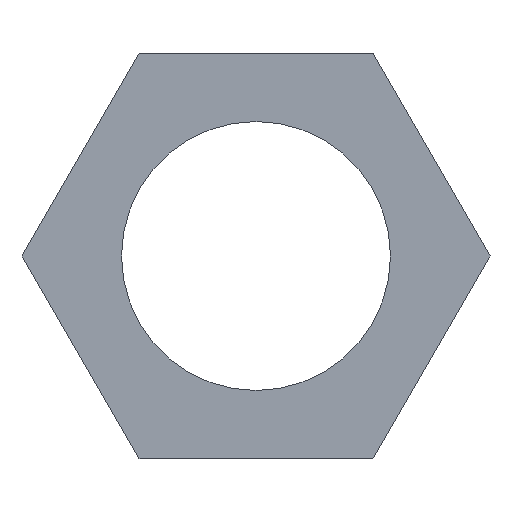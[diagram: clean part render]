
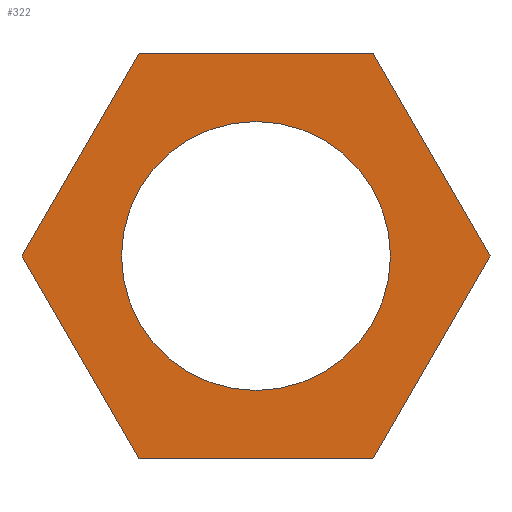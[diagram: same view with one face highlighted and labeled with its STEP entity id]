
A CAD part, front view. The second image highlights one B-rep face of the part: STEP entity #322.
In plain terms, the highlighted planar face has unit normal (0, -1, 0).
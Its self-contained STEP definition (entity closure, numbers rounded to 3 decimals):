
#4 = CIRCLE ( 'NONE', #173, 7.25 ) ;
#9 = CARTESIAN_POINT ( 'NONE',  ( 0., -2.575, 7.25 ) ) ;
#12 = VECTOR ( 'NONE', #315, 1000. ) ;
#14 = DIRECTION ( 'NONE',  ( 0., 0., 1. ) ) ;
#16 = CARTESIAN_POINT ( 'NONE',  ( 12.615, -2.575, 0. ) ) ;
#17 = ORIENTED_EDGE ( 'NONE', *, *, #129, .T. ) ;
#18 = DIRECTION ( 'NONE',  ( 0.5, 0., -0.866 ) ) ;
#19 = CARTESIAN_POINT ( 'NONE',  ( -6.308, -2.575, 10.925 ) ) ;
#22 = VERTEX_POINT ( 'NONE', #9 ) ;
#24 = DIRECTION ( 'NONE',  ( -1., 0., 0. ) ) ;
#30 = CARTESIAN_POINT ( 'NONE',  ( 6.308, -2.575, 10.925 ) ) ;
#32 = DIRECTION ( 'NONE',  ( 0., 1., 0. ) ) ;
#33 = FACE_OUTER_BOUND ( 'NONE', #83, .T. ) ;
#37 = DIRECTION ( 'NONE',  ( 0., 0., 1. ) ) ;
#40 = CARTESIAN_POINT ( 'NONE',  ( 12.615, -2.575, 0. ) ) ;
#47 = ORIENTED_EDGE ( 'NONE', *, *, #56, .F. ) ;
#48 = AXIS2_PLACEMENT_3D ( 'NONE', #263, #92, #14 ) ;
#52 = VERTEX_POINT ( 'NONE', #289 ) ;
#56 = EDGE_CURVE ( 'NONE', #299, #62, #241, .T. ) ;
#62 = VERTEX_POINT ( 'NONE', #40 ) ;
#73 = LINE ( 'NONE', #190, #12 ) ;
#77 = EDGE_CURVE ( 'NONE', #93, #52, #209, .T. ) ;
#83 = EDGE_LOOP ( 'NONE', ( #47, #225, #117, #145, #100, #319 ) ) ;
#86 = EDGE_CURVE ( 'NONE', #52, #326, #73, .T. ) ;
#92 = DIRECTION ( 'NONE',  ( 0., 1., 0. ) ) ;
#93 = VERTEX_POINT ( 'NONE', #267 ) ;
#94 = DIRECTION ( 'NONE',  ( 0., 1., 0. ) ) ;
#100 = ORIENTED_EDGE ( 'NONE', *, *, #266, .F. ) ;
#113 = CARTESIAN_POINT ( 'NONE',  ( -6.308, -2.575, 10.925 ) ) ;
#114 = VERTEX_POINT ( 'NONE', #133 ) ;
#115 = DIRECTION ( 'NONE',  ( -0.5, 0., -0.866 ) ) ;
#117 = ORIENTED_EDGE ( 'NONE', *, *, #86, .F. ) ;
#121 = CARTESIAN_POINT ( 'NONE',  ( 6.308, -2.575, 10.925 ) ) ;
#129 = EDGE_CURVE ( 'NONE', #22, #140, #309, .T. ) ;
#133 = CARTESIAN_POINT ( 'NONE',  ( 6.308, -2.575, -10.925 ) ) ;
#137 = EDGE_CURVE ( 'NONE', #140, #22, #4, .T. ) ;
#138 = DIRECTION ( 'NONE',  ( 0., 0., 1. ) ) ;
#140 = VERTEX_POINT ( 'NONE', #141 ) ;
#141 = CARTESIAN_POINT ( 'NONE',  ( 0., -2.575, -7.25 ) ) ;
#145 = ORIENTED_EDGE ( 'NONE', *, *, #77, .F. ) ;
#153 = LINE ( 'NONE', #19, #169 ) ;
#158 = DIRECTION ( 'NONE',  ( 1., 0., 0. ) ) ;
#167 = ORIENTED_EDGE ( 'NONE', *, *, #137, .T. ) ;
#169 = VECTOR ( 'NONE', #158, 1000. ) ;
#173 = AXIS2_PLACEMENT_3D ( 'NONE', #235, #94, #37 ) ;
#174 = EDGE_CURVE ( 'NONE', #62, #114, #238, .T. ) ;
#179 = CARTESIAN_POINT ( 'NONE',  ( 6.308, -2.575, -10.925 ) ) ;
#182 = LINE ( 'NONE', #179, #221 ) ;
#187 = VECTOR ( 'NONE', #18, 1000. ) ;
#190 = CARTESIAN_POINT ( 'NONE',  ( -12.615, -2.575, 0. ) ) ;
#209 = LINE ( 'NONE', #216, #291 ) ;
#213 = CARTESIAN_POINT ( 'NONE',  ( 0., -2.575, 0. ) ) ;
#216 = CARTESIAN_POINT ( 'NONE',  ( -6.308, -2.575, -10.925 ) ) ;
#221 = VECTOR ( 'NONE', #24, 1000. ) ;
#225 = ORIENTED_EDGE ( 'NONE', *, *, #293, .F. ) ;
#226 = AXIS2_PLACEMENT_3D ( 'NONE', #213, #32, #138 ) ;
#229 = VECTOR ( 'NONE', #115, 1000. ) ;
#235 = CARTESIAN_POINT ( 'NONE',  ( 0., -2.575, 0. ) ) ;
#238 = LINE ( 'NONE', #16, #229 ) ;
#241 = LINE ( 'NONE', #30, #187 ) ;
#256 = DIRECTION ( 'NONE',  ( -0.5, 0., 0.866 ) ) ;
#259 = FACE_BOUND ( 'NONE', #312, .T. ) ;
#263 = CARTESIAN_POINT ( 'NONE',  ( 0., -2.575, 0. ) ) ;
#266 = EDGE_CURVE ( 'NONE', #114, #93, #182, .T. ) ;
#267 = CARTESIAN_POINT ( 'NONE',  ( -6.308, -2.575, -10.925 ) ) ;
#289 = CARTESIAN_POINT ( 'NONE',  ( -12.615, -2.575, 0. ) ) ;
#291 = VECTOR ( 'NONE', #256, 1000. ) ;
#293 = EDGE_CURVE ( 'NONE', #326, #299, #153, .T. ) ;
#299 = VERTEX_POINT ( 'NONE', #121 ) ;
#309 = CIRCLE ( 'NONE', #226, 7.25 ) ;
#311 = PLANE ( 'NONE',  #48 ) ;
#312 = EDGE_LOOP ( 'NONE', ( #17, #167 ) ) ;
#315 = DIRECTION ( 'NONE',  ( 0.5, 0., 0.866 ) ) ;
#319 = ORIENTED_EDGE ( 'NONE', *, *, #174, .F. ) ;
#322 = ADVANCED_FACE ( 'NONE', ( #259, #33 ), #311, .F. ) ;
#326 = VERTEX_POINT ( 'NONE', #113 ) ;
